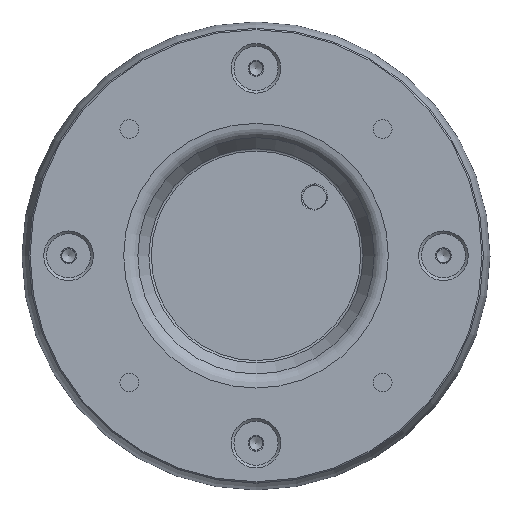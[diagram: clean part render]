
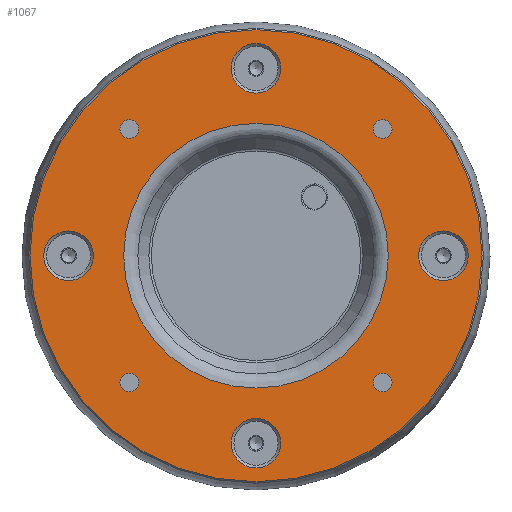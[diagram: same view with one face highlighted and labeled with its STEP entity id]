
A CAD part, top view. The second image highlights one B-rep face of the part: STEP entity #1067.
In plain terms, the highlighted planar face has unit normal (0, 0, 1).
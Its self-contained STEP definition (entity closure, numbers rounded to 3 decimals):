
#780=PLANE('',#4840);
#1067=ADVANCED_FACE('',(#1506,#1507,#1508,#1509,#1510,#1511,#1512,#1513,
#1514,#1515),#780,.T.);
#1506=FACE_BOUND('',#1962,.T.);
#1507=FACE_BOUND('',#1963,.T.);
#1508=FACE_BOUND('',#1964,.T.);
#1509=FACE_BOUND('',#1965,.T.);
#1510=FACE_BOUND('',#1966,.T.);
#1511=FACE_BOUND('',#1967,.T.);
#1512=FACE_BOUND('',#1968,.T.);
#1513=FACE_BOUND('',#1969,.T.);
#1514=FACE_BOUND('',#1970,.T.);
#1515=FACE_BOUND('',#1971,.T.);
#1962=EDGE_LOOP('',(#2568));
#1963=EDGE_LOOP('',(#2569));
#1964=EDGE_LOOP('',(#2570));
#1965=EDGE_LOOP('',(#2571));
#1966=EDGE_LOOP('',(#2572));
#1967=EDGE_LOOP('',(#2573));
#1968=EDGE_LOOP('',(#2574));
#1969=EDGE_LOOP('',(#2575));
#1970=EDGE_LOOP('',(#2576));
#1971=EDGE_LOOP('',(#2577));
#2568=ORIENTED_EDGE('',*,*,#3956,.T.);
#2569=ORIENTED_EDGE('',*,*,#3957,.F.);
#2570=ORIENTED_EDGE('',*,*,#3958,.T.);
#2571=ORIENTED_EDGE('',*,*,#3959,.F.);
#2572=ORIENTED_EDGE('',*,*,#3960,.T.);
#2573=ORIENTED_EDGE('',*,*,#3961,.F.);
#2574=ORIENTED_EDGE('',*,*,#3962,.T.);
#2575=ORIENTED_EDGE('',*,*,#3963,.F.);
#2576=ORIENTED_EDGE('',*,*,#3964,.T.);
#2577=ORIENTED_EDGE('',*,*,#3965,.F.);
#3576=VERTEX_POINT('',#7052);
#3577=VERTEX_POINT('',#7054);
#3578=VERTEX_POINT('',#7056);
#3579=VERTEX_POINT('',#7058);
#3580=VERTEX_POINT('',#7060);
#3581=VERTEX_POINT('',#7062);
#3582=VERTEX_POINT('',#7064);
#3583=VERTEX_POINT('',#7066);
#3584=VERTEX_POINT('',#7068);
#3585=VERTEX_POINT('',#7070);
#3956=EDGE_CURVE('',#3576,#3576,#4476,.T.);
#3957=EDGE_CURVE('',#3577,#3577,#4477,.T.);
#3958=EDGE_CURVE('',#3578,#3578,#4478,.T.);
#3959=EDGE_CURVE('',#3579,#3579,#4479,.T.);
#3960=EDGE_CURVE('',#3580,#3580,#4480,.T.);
#3961=EDGE_CURVE('',#3581,#3581,#4481,.T.);
#3962=EDGE_CURVE('',#3582,#3582,#4482,.T.);
#3963=EDGE_CURVE('',#3583,#3583,#4483,.T.);
#3964=EDGE_CURVE('',#3584,#3584,#4484,.T.);
#3965=EDGE_CURVE('',#3585,#3585,#4485,.T.);
#4476=CIRCLE('',#4830,82.);
#4477=CIRCLE('',#4831,3.4);
#4478=CIRCLE('',#4832,9.);
#4479=CIRCLE('',#4833,3.4);
#4480=CIRCLE('',#4834,9.);
#4481=CIRCLE('',#4835,3.4);
#4482=CIRCLE('',#4836,9.);
#4483=CIRCLE('',#4837,3.4);
#4484=CIRCLE('',#4838,9.);
#4485=CIRCLE('',#4839,48.);
#4830=AXIS2_PLACEMENT_3D('',#7051,#5579,#5580);
#4831=AXIS2_PLACEMENT_3D('',#7053,#5581,#5582);
#4832=AXIS2_PLACEMENT_3D('',#7055,#5583,#5584);
#4833=AXIS2_PLACEMENT_3D('',#7057,#5585,#5586);
#4834=AXIS2_PLACEMENT_3D('',#7059,#5587,#5588);
#4835=AXIS2_PLACEMENT_3D('',#7061,#5589,#5590);
#4836=AXIS2_PLACEMENT_3D('',#7063,#5591,#5592);
#4837=AXIS2_PLACEMENT_3D('',#7065,#5593,#5594);
#4838=AXIS2_PLACEMENT_3D('',#7067,#5595,#5596);
#4839=AXIS2_PLACEMENT_3D('',#7069,#5597,#5598);
#4840=AXIS2_PLACEMENT_3D('',#7071,#5599,#5600);
#5579=DIRECTION('',(0.,0.,1.));
#5580=DIRECTION('',(1.,0.,0.));
#5581=DIRECTION('',(0.,0.,1.));
#5582=DIRECTION('',(1.,0.,0.));
#5583=DIRECTION('',(0.,0.,-1.));
#5584=DIRECTION('',(1.,0.,0.));
#5585=DIRECTION('',(0.,0.,1.));
#5586=DIRECTION('',(1.,0.,0.));
#5587=DIRECTION('',(0.,0.,-1.));
#5588=DIRECTION('',(1.,0.,0.));
#5589=DIRECTION('',(0.,0.,1.));
#5590=DIRECTION('',(1.,0.,0.));
#5591=DIRECTION('',(0.,0.,-1.));
#5592=DIRECTION('',(1.,0.,0.));
#5593=DIRECTION('',(0.,0.,1.));
#5594=DIRECTION('',(1.,0.,0.));
#5595=DIRECTION('',(0.,0.,-1.));
#5596=DIRECTION('',(1.,0.,0.));
#5597=DIRECTION('',(0.,0.,1.));
#5598=DIRECTION('',(1.,0.,0.));
#5599=DIRECTION('',(0.,0.,1.));
#5600=DIRECTION('',(1.,0.,0.));
#7051=CARTESIAN_POINT('',(0.,0.,97.));
#7052=CARTESIAN_POINT('',(82.,0.,97.));
#7053=CARTESIAN_POINT('',(45.962,-45.962,97.));
#7054=CARTESIAN_POINT('',(49.362,-45.962,97.));
#7055=CARTESIAN_POINT('',(0.,-68.,97.));
#7056=CARTESIAN_POINT('',(9.,-68.,97.));
#7057=CARTESIAN_POINT('',(-45.962,-45.962,97.));
#7058=CARTESIAN_POINT('',(-42.562,-45.962,97.));
#7059=CARTESIAN_POINT('',(-68.,0.,97.));
#7060=CARTESIAN_POINT('',(-59.,0.,97.));
#7061=CARTESIAN_POINT('',(-45.962,45.962,97.));
#7062=CARTESIAN_POINT('',(-42.562,45.962,97.));
#7063=CARTESIAN_POINT('',(0.,68.,97.));
#7064=CARTESIAN_POINT('',(9.,68.,97.));
#7065=CARTESIAN_POINT('',(45.962,45.962,97.));
#7066=CARTESIAN_POINT('',(49.362,45.962,97.));
#7067=CARTESIAN_POINT('',(68.,0.,97.));
#7068=CARTESIAN_POINT('',(77.,0.,97.));
#7069=CARTESIAN_POINT('',(0.,0.,97.));
#7070=CARTESIAN_POINT('',(48.,0.,97.));
#7071=CARTESIAN_POINT('',(48.,0.,97.));
